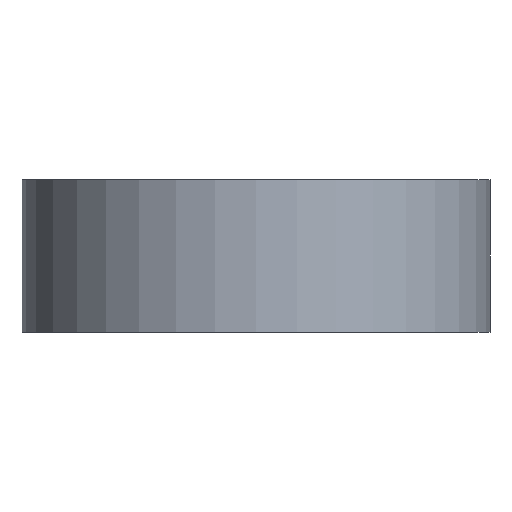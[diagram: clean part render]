
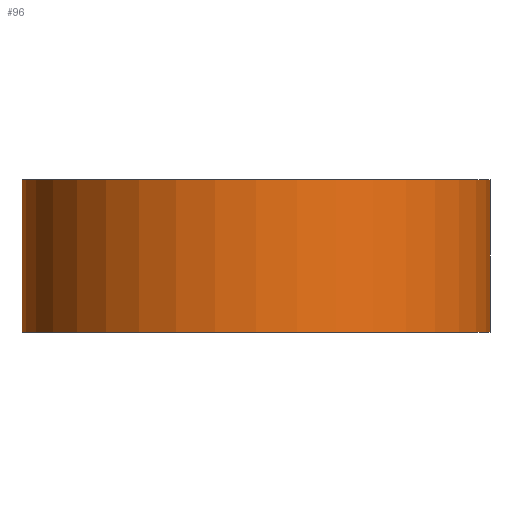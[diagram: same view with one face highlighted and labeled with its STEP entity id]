
A CAD part, front view. The second image highlights one B-rep face of the part: STEP entity #96.
In plain terms, the highlighted cylindrical face has radius 19.469 mm (diameter 38.938 mm), a partial arc.
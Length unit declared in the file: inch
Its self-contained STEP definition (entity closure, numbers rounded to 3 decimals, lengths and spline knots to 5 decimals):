
#6 = CARTESIAN_POINT ( 'NONE',  ( 0.7185, -1.875, 0.25 ) ) ;
#8 = VERTEX_POINT ( 'NONE', #139 ) ;
#29 = VERTEX_POINT ( 'NONE', #174 ) ;
#35 = EDGE_LOOP ( 'NONE', ( #363, #324, #502, #159 ) ) ;
#54 = DIRECTION ( 'NONE',  ( 0., 0., -1. ) ) ;
#55 = DIRECTION ( 'NONE',  ( 0., 0., -1. ) ) ;
#96 = ADVANCED_FACE ( 'NONE', ( #399 ), #311, .T. ) ;
#97 = VECTOR ( 'NONE', #55, 39.37008 ) ;
#102 = AXIS2_PLACEMENT_3D ( 'NONE', #130, #448, #170 ) ;
#103 = CIRCLE ( 'NONE', #102, 0.7665 ) ;
#122 = VERTEX_POINT ( 'NONE', #473 ) ;
#130 = CARTESIAN_POINT ( 'NONE',  ( 0.7185, -1.875, -0.25 ) ) ;
#139 = CARTESIAN_POINT ( 'NONE',  ( -0.048, -1.875, -0.25 ) ) ;
#146 = LINE ( 'NONE', #349, #355 ) ;
#159 = ORIENTED_EDGE ( 'NONE', *, *, #405, .T. ) ;
#170 = DIRECTION ( 'NONE',  ( 1., 0., 0. ) ) ;
#174 = CARTESIAN_POINT ( 'NONE',  ( -0.048, -1.875, 0.25 ) ) ;
#179 = AXIS2_PLACEMENT_3D ( 'NONE', #554, #470, #471 ) ;
#200 = CARTESIAN_POINT ( 'NONE',  ( 0.7185, -1.1085, 0.25 ) ) ;
#296 = EDGE_CURVE ( 'NONE', #338, #29, #297, .T. ) ;
#297 = CIRCLE ( 'NONE', #358, 0.7665 ) ;
#304 = EDGE_CURVE ( 'NONE', #338, #122, #146, .T. ) ;
#308 = DIRECTION ( 'NONE',  ( 0., 0., -1. ) ) ;
#311 = CYLINDRICAL_SURFACE ( 'NONE', #179, 0.7665 ) ;
#318 = CARTESIAN_POINT ( 'NONE',  ( -0.048, -1.875, 0.25 ) ) ;
#324 = ORIENTED_EDGE ( 'NONE', *, *, #304, .F. ) ;
#338 = VERTEX_POINT ( 'NONE', #200 ) ;
#349 = CARTESIAN_POINT ( 'NONE',  ( 0.7185, -1.1085, 0.25 ) ) ;
#355 = VECTOR ( 'NONE', #54, 39.37008 ) ;
#358 = AXIS2_PLACEMENT_3D ( 'NONE', #6, #308, #518 ) ;
#363 = ORIENTED_EDGE ( 'NONE', *, *, #396, .F. ) ;
#396 = EDGE_CURVE ( 'NONE', #122, #8, #103, .T. ) ;
#399 = FACE_OUTER_BOUND ( 'NONE', #35, .T. ) ;
#405 = EDGE_CURVE ( 'NONE', #29, #8, #428, .T. ) ;
#428 = LINE ( 'NONE', #318, #97 ) ;
#448 = DIRECTION ( 'NONE',  ( 0., 0., -1. ) ) ;
#470 = DIRECTION ( 'NONE',  ( 0., 0., -1. ) ) ;
#471 = DIRECTION ( 'NONE',  ( -1., 0., 0. ) ) ;
#473 = CARTESIAN_POINT ( 'NONE',  ( 0.7185, -1.1085, -0.25 ) ) ;
#502 = ORIENTED_EDGE ( 'NONE', *, *, #296, .T. ) ;
#518 = DIRECTION ( 'NONE',  ( 1., 0., 0. ) ) ;
#554 = CARTESIAN_POINT ( 'NONE',  ( 0.7185, -1.875, 0.25 ) ) ;
